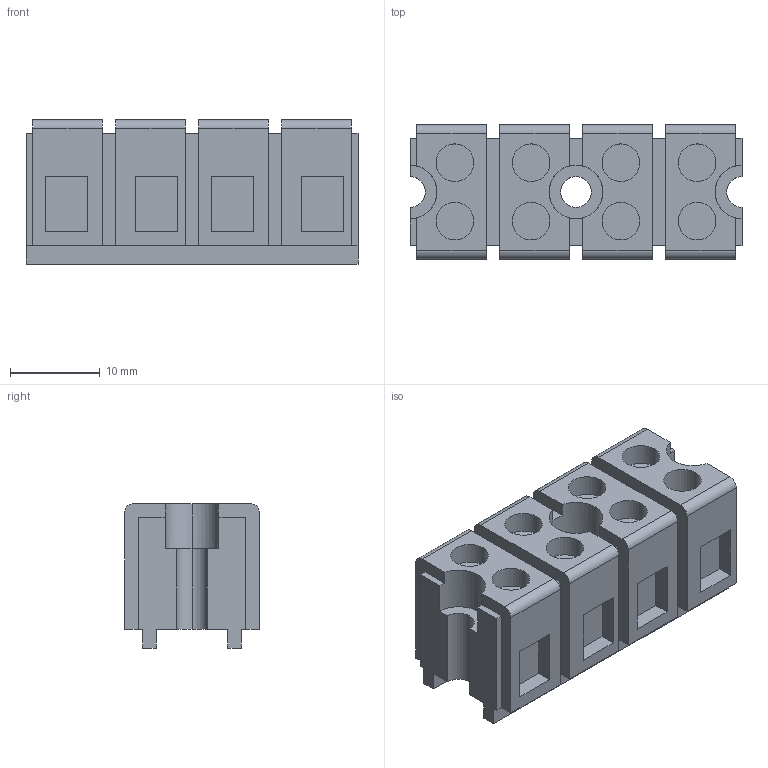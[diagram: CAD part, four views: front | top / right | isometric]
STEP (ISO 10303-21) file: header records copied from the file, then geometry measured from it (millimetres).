
FILE_DESCRIPTION(('CATIA V5R24 STEP','CAx-IF Rec.Pracs.--- Model Styling and Organization---1.2---2011-12-15'),'2;1');
FILE_NAME ('D1451630_0', '2017-05-30T05:51:05+00:00', ('Weidmueller Interface'), ('Weidmueller'), 'CATIA Version 5-6 Release 2014 SP4 HF52', 'CATIA V5 STEP AP214', 'none');
FILE_SCHEMA(('AUTOMOTIVE_DESIGN { 1 0 10303 214 1 1 1 1 }'));
Length unit declared in the file: millimetre
Products named in the file (1): v5-standard_part
Bounding box: 37 x 15 x 16.1 mm (x, y, z)
Volume: 6495.5 mm3; surface area: 3956.3 mm2
Topology: 1 solids, 1 shells, 142 faces, 372 edges, 248 vertices
Faces by surface type: plane 106, cylinder 36
Entity records: 3869 total; most frequent: ORIENTED_EDGE 744, CARTESIAN_POINT 676, DIRECTION 482, EDGE_CURVE 372, VECTOR 292, LINE 292, VERTEX_POINT 248, EDGE_LOOP 160
